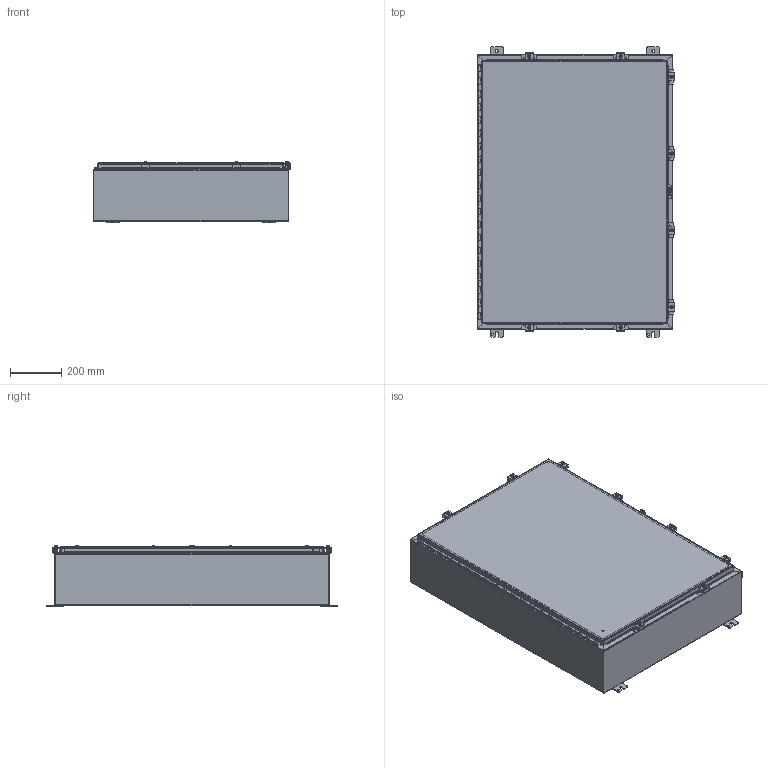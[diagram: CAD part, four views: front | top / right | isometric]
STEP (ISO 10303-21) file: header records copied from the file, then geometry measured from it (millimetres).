
FILE_DESCRIPTION (( 'STEP AP214' ), '1' );
FILE_NAME ('N4423008.STEP', '2016-02-04T13:55:38', ( '' ), ( '' ), 'SwSTEP 2.0', 'SolidWorks 2014', '' );
FILE_SCHEMA (( 'AUTOMOTIVE_DESIGN' ));
Length unit declared in the file: inch
Products named in the file (19): 30824_1; HFW30825-4_1; HFW30825-3_1; HFW30825-2_1; 30824-1_1; 388116_1; 328108_1; 328108P-1_1; 328108L_1; 328108T_1; N44230LID_1; 38846_1; 40x28_1; 32911_1; N4423008BKP_1; 38420_1; 34840_1; N4423008; 30817_1
Assembly tree (40 placements, depth 3):
  N4423008
    34840_1  x4
    38420_1
    N4423008BKP_1
    32911_1
    40x28_1
    38846_1
    N44230LID_1
    328108_1
      328108T_1
      328108L_1
      328108P-1_1
    388116_1  x6
    30824_1  x8
      30824-1_1
      HFW30825-2_1
      HFW30825-3_1
      HFW30825-4_1
    30817_1  x8
Bounding box: 769.89 x 1130.3 x 239.02 mm (x, y, z)
Volume: 5287853.1 mm3; surface area: 5482714.5 mm2
Topology: 59 solids, 59 shells, 2667 faces, 6916 edges, 4466 vertices
Faces by surface type: cylinder 1208, plane 1030, bspline 223, torus 110, cone 48, sphere 48
Entity records: 56745 total; most frequent: CARTESIAN_POINT 12917, DIRECTION 6723, ORIENTED_EDGE 6490, EDGE_CURVE 3245, AXIS2_PLACEMENT_3D 2421, VERTEX_POINT 2096, VECTOR 1881, LINE 1881
